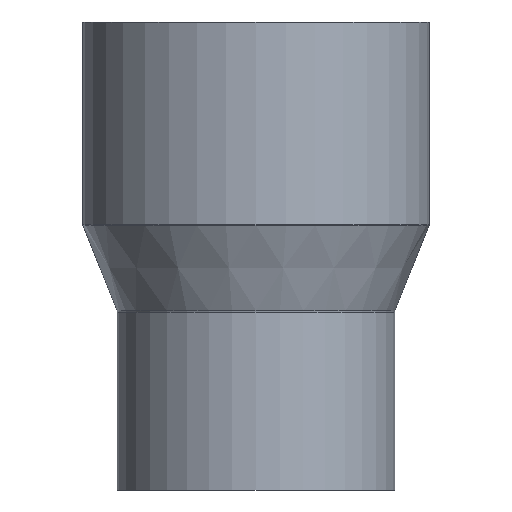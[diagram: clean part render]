
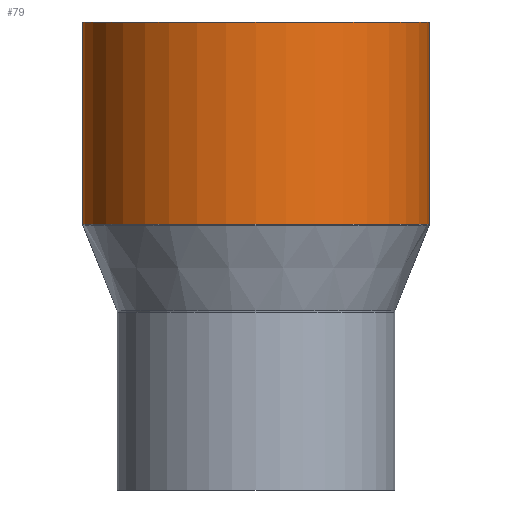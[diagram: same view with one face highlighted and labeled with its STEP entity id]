
A CAD part, front view. The second image highlights one B-rep face of the part: STEP entity #79.
In plain terms, the highlighted cylindrical face has radius 100 mm (diameter 200 mm), a partial arc.
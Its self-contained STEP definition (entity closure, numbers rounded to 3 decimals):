
#2 = DIRECTION ( 'NONE',  ( 0., 0., -1. ) ) ;
#3 = CIRCLE ( 'NONE', #394, 100. ) ;
#9 = DIRECTION ( 'NONE',  ( -1., 0., 0. ) ) ;
#64 = VECTOR ( 'NONE', #2, 1000. ) ;
#79 = ADVANCED_FACE ( 'NONE', ( #586 ), #590, .T. ) ;
#127 = CARTESIAN_POINT ( 'NONE',  ( 100., 0., -16.533 ) ) ;
#154 = ORIENTED_EDGE ( 'NONE', *, *, #162, .T. ) ;
#162 = EDGE_CURVE ( 'NONE', #372, #476, #3, .T. ) ;
#164 = DIRECTION ( 'NONE',  ( 0., 0., -1. ) ) ;
#166 = CARTESIAN_POINT ( 'NONE',  ( 100., 0., 139. ) ) ;
#181 = EDGE_CURVE ( 'NONE', #476, #496, #462, .T. ) ;
#186 = DIRECTION ( 'NONE',  ( 0., 0., -1. ) ) ;
#190 = DIRECTION ( 'NONE',  ( 0., 0., -1. ) ) ;
#213 = CARTESIAN_POINT ( 'NONE',  ( -100., 0., -16.533 ) ) ;
#227 = EDGE_LOOP ( 'NONE', ( #353, #154, #400, #473 ) ) ;
#243 = CARTESIAN_POINT ( 'NONE',  ( -100., 0., 139. ) ) ;
#246 = CARTESIAN_POINT ( 'NONE',  ( 100., 0., 22.385 ) ) ;
#250 = VECTOR ( 'NONE', #164, 1000. ) ;
#273 = CIRCLE ( 'NONE', #557, 100. ) ;
#291 = CARTESIAN_POINT ( 'NONE',  ( 0., 0., -16.533 ) ) ;
#293 = AXIS2_PLACEMENT_3D ( 'NONE', #291, #190, #498 ) ;
#353 = ORIENTED_EDGE ( 'NONE', *, *, #426, .F. ) ;
#372 = VERTEX_POINT ( 'NONE', #166 ) ;
#374 = LINE ( 'NONE', #127, #250 ) ;
#394 = AXIS2_PLACEMENT_3D ( 'NONE', #399, #404, #9 ) ;
#399 = CARTESIAN_POINT ( 'NONE',  ( 0., 0., 139. ) ) ;
#400 = ORIENTED_EDGE ( 'NONE', *, *, #181, .T. ) ;
#404 = DIRECTION ( 'NONE',  ( 0., 0., -1. ) ) ;
#426 = EDGE_CURVE ( 'NONE', #372, #642, #374, .T. ) ;
#442 = DIRECTION ( 'NONE',  ( -1., 0., 0. ) ) ;
#462 = LINE ( 'NONE', #213, #64 ) ;
#473 = ORIENTED_EDGE ( 'NONE', *, *, #604, .F. ) ;
#476 = VERTEX_POINT ( 'NONE', #243 ) ;
#496 = VERTEX_POINT ( 'NONE', #635 ) ;
#498 = DIRECTION ( 'NONE',  ( -1., 0., 0. ) ) ;
#557 = AXIS2_PLACEMENT_3D ( 'NONE', #640, #186, #442 ) ;
#586 = FACE_OUTER_BOUND ( 'NONE', #227, .T. ) ;
#590 = CYLINDRICAL_SURFACE ( 'NONE', #293, 100. ) ;
#604 = EDGE_CURVE ( 'NONE', #642, #496, #273, .T. ) ;
#635 = CARTESIAN_POINT ( 'NONE',  ( -100., 0., 22.385 ) ) ;
#640 = CARTESIAN_POINT ( 'NONE',  ( 0., 0., 22.385 ) ) ;
#642 = VERTEX_POINT ( 'NONE', #246 ) ;
